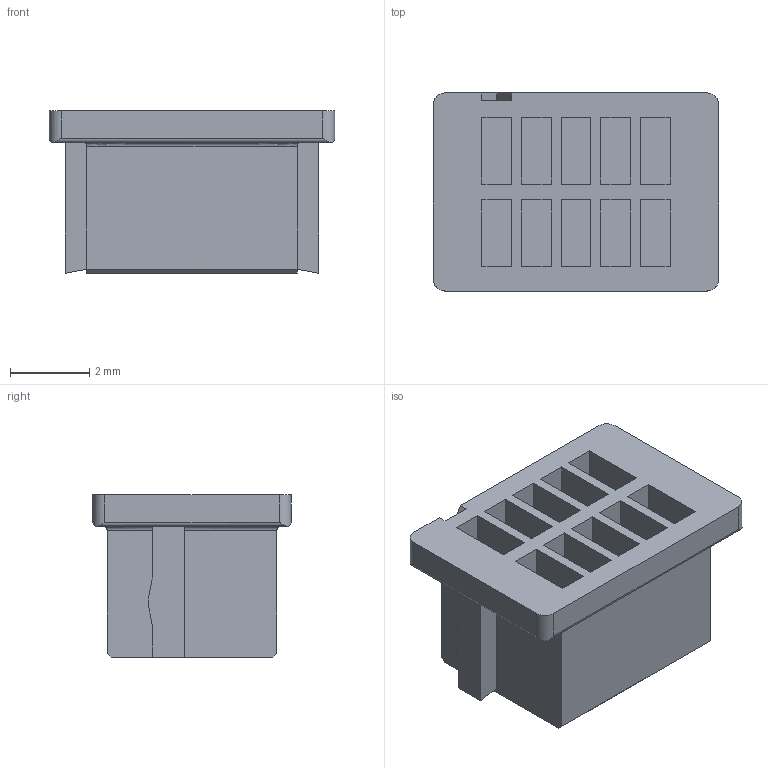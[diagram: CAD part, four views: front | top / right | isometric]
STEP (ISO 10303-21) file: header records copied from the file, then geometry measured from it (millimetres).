
FILE_DESCRIPTION(('CoCreate Modeling STEP Export'),'2;1');
FILE_NAME('DF20A-10DS-1C.stp','2010-03-09T14:34:50',(''),(''),'CoCreate Modeling STEP processor for AP214 (Solid Model)','CoCreate Modeling 16.00B 02-Dec-2008 (C) Parametric Technology GmbH','');
FILE_SCHEMA(('AUTOMOTIVE_DESIGN { 1 0 10303 214 1 1 1 1 }'));
Length unit declared in the file: millimetre
Products named in the file (1): DF20A-10DS-1C
Bounding box: 7.2 x 5 x 4.1 mm (x, y, z)
Volume: 94.3 mm3; surface area: 206.6 mm2
Topology: 1 solids, 1 shells, 186 faces, 485 edges, 322 vertices
Faces by surface type: plane 172, cylinder 12, extrusion 2
Entity records: 6199 total; most frequent: CARTESIAN_POINT 1146, ORIENTED_EDGE 970, DIRECTION 855, EDGE_CURVE 485, VECTOR 463, LINE 461, VERTEX_POINT 322, EDGE_LOOP 207
